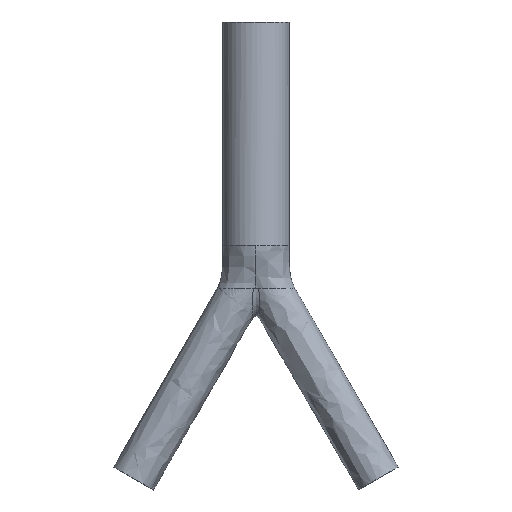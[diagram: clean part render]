
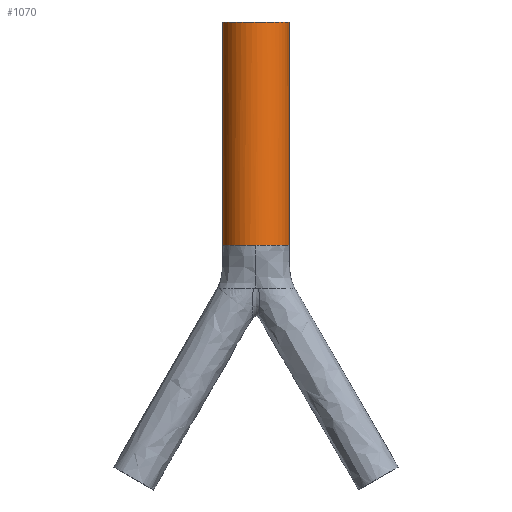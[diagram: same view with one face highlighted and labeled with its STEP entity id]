
A CAD part, top view. The second image highlights one B-rep face of the part: STEP entity #1070.
In plain terms, the highlighted free-form (B-spline) face has degree [2, 1] with [9, 2] control points.
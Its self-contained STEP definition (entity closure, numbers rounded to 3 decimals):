
#97 = EDGE_CURVE('',#98,#98,#100,.T.);
#98 = VERTEX_POINT('',#99);
#99 = CARTESIAN_POINT('',(-8.102,59.208,
    0.));
#100 = ( BOUNDED_CURVE() B_SPLINE_CURVE(2,(#101,#102,#103,#104,#105,#106
,#107),.UNSPECIFIED.,.T.,.F.) B_SPLINE_CURVE_WITH_KNOTS((1,2,2,2,2,1),(
    -2.094,0.,2.094,4.189,6.283,
8.378),.UNSPECIFIED.) CURVE() GEOMETRIC_REPRESENTATION_ITEM() 
RATIONAL_B_SPLINE_CURVE((1.,0.5,1.,0.5,1.,0.5,1.)) REPRESENTATION_ITEM(
  '') );
#101 = CARTESIAN_POINT('',(-8.102,59.208,
    0.));
#102 = CARTESIAN_POINT('',(-8.102,59.208,
    14.033));
#103 = CARTESIAN_POINT('',(4.051,59.208,7.017
    ));
#104 = CARTESIAN_POINT('',(16.204,59.208,
    0.));
#105 = CARTESIAN_POINT('',(4.051,59.208,
    -7.017));
#106 = CARTESIAN_POINT('',(-8.102,59.208,
    -14.033));
#107 = CARTESIAN_POINT('',(-8.102,59.208,
    0.));
#402 = EDGE_CURVE('',#403,#405,#407,.T.);
#403 = VERTEX_POINT('',#404);
#404 = CARTESIAN_POINT('',(0.,5.194,
    -8.102));
#405 = VERTEX_POINT('',#406);
#406 = CARTESIAN_POINT('',(8.102,5.194,
    0.));
#407 = B_SPLINE_CURVE_WITH_KNOTS('',3,(#408,#409,#410,#411,#412,#413,
    #414,#415,#416,#417,#418,#419,#420),.UNSPECIFIED.,.F.,.F.,(4,1,1,1,1
    ,1,1,1,1,1,4),(0.,0.031,0.047,0.063,0.125,0.25,0.5,0.625
    ,0.75,0.875,1.),.UNSPECIFIED.);
#408 = CARTESIAN_POINT('',(0.,5.194,
    -8.102));
#409 = CARTESIAN_POINT('',(0.133,5.194,-8.102
    ));
#410 = CARTESIAN_POINT('',(0.331,5.194,-8.097
    ));
#411 = CARTESIAN_POINT('',(0.596,5.194,-8.081
    ));
#412 = CARTESIAN_POINT('',(0.992,5.194,-8.047
    ));
#413 = CARTESIAN_POINT('',(1.846,5.194,-7.92
    ));
#414 = CARTESIAN_POINT('',(3.631,5.194,-7.38
    ));
#415 = CARTESIAN_POINT('',(5.429,5.194,-6.179
    ));
#416 = CARTESIAN_POINT('',(6.779,5.194,-4.53
    ));
#417 = CARTESIAN_POINT('',(7.534,5.194,-3.121
    ));
#418 = CARTESIAN_POINT('',(7.997,5.194,-1.591
    ));
#419 = CARTESIAN_POINT('',(8.102,5.194,-0.53)
  );
#420 = CARTESIAN_POINT('',(8.102,5.194,
    0.));
#588 = VERTEX_POINT('',#589);
#589 = CARTESIAN_POINT('',(0.,5.194,
    8.102));
#602 = EDGE_CURVE('',#405,#588,#603,.T.);
#603 = B_SPLINE_CURVE_WITH_KNOTS('',3,(#604,#605,#606,#607,#608,#609,
    #610,#611,#612,#613,#614,#615,#616),.UNSPECIFIED.,.F.,.F.,(4,1,1,1,1
    ,1,1,1,1,1,4),(0.,0.125,0.25,0.375,0.5,0.75,0.875,0.938,0.953,
    0.969,1.),.UNSPECIFIED.);
#604 = CARTESIAN_POINT('',(8.102,5.194,
    0.));
#605 = CARTESIAN_POINT('',(8.102,5.194,0.53)
  );
#606 = CARTESIAN_POINT('',(7.997,5.194,1.591)
  );
#607 = CARTESIAN_POINT('',(7.534,5.194,3.121)
  );
#608 = CARTESIAN_POINT('',(6.779,5.194,4.53)
  );
#609 = CARTESIAN_POINT('',(5.429,5.194,6.179)
  );
#610 = CARTESIAN_POINT('',(3.631,5.194,7.38)
  );
#611 = CARTESIAN_POINT('',(1.846,5.194,7.92)
  );
#612 = CARTESIAN_POINT('',(0.992,5.194,8.047)
  );
#613 = CARTESIAN_POINT('',(0.596,5.194,8.081)
  );
#614 = CARTESIAN_POINT('',(0.331,5.194,8.097)
  );
#615 = CARTESIAN_POINT('',(0.133,5.194,8.102)
  );
#616 = CARTESIAN_POINT('',(0.,5.194,
    8.102));
#753 = VERTEX_POINT('',#754);
#754 = CARTESIAN_POINT('',(-8.102,5.194,
    0.));
#770 = EDGE_CURVE('',#753,#403,#771,.T.);
#771 = B_SPLINE_CURVE_WITH_KNOTS('',3,(#772,#773,#774,#775,#776,#777,
    #778,#779,#780,#781,#782,#783,#784),.UNSPECIFIED.,.F.,.F.,(4,1,1,1,1
    ,1,1,1,1,1,4),(0.,0.125,0.25,0.375,0.5,0.75,0.875,0.938,0.953,
    0.969,1.),.UNSPECIFIED.);
#772 = CARTESIAN_POINT('',(-8.102,5.194,
    0.));
#773 = CARTESIAN_POINT('',(-8.102,5.194,
    -0.53));
#774 = CARTESIAN_POINT('',(-7.997,5.194,
    -1.591));
#775 = CARTESIAN_POINT('',(-7.534,5.194,-3.121
    ));
#776 = CARTESIAN_POINT('',(-6.779,5.194,
    -4.53));
#777 = CARTESIAN_POINT('',(-5.429,5.194,
    -6.179));
#778 = CARTESIAN_POINT('',(-3.631,5.194,-7.38
    ));
#779 = CARTESIAN_POINT('',(-1.846,5.194,
    -7.92));
#780 = CARTESIAN_POINT('',(-0.992,5.194,
    -8.047));
#781 = CARTESIAN_POINT('',(-0.596,5.194,
    -8.081));
#782 = CARTESIAN_POINT('',(-0.331,5.194,
    -8.097));
#783 = CARTESIAN_POINT('',(-0.133,5.194,
    -8.102));
#784 = CARTESIAN_POINT('',(0.,5.194,
    -8.102));
#920 = EDGE_CURVE('',#588,#753,#921,.T.);
#921 = B_SPLINE_CURVE_WITH_KNOTS('',3,(#922,#923,#924,#925,#926,#927,
    #928,#929,#930,#931,#932,#933,#934),.UNSPECIFIED.,.F.,.F.,(4,1,1,1,1
    ,1,1,1,1,1,4),(0.,0.031,0.047,0.063,0.125,0.25,0.5,0.625
    ,0.75,0.875,1.),.UNSPECIFIED.);
#922 = CARTESIAN_POINT('',(0.,5.194,
    8.102));
#923 = CARTESIAN_POINT('',(-0.133,5.194,8.102
    ));
#924 = CARTESIAN_POINT('',(-0.331,5.194,8.097
    ));
#925 = CARTESIAN_POINT('',(-0.596,5.194,8.081
    ));
#926 = CARTESIAN_POINT('',(-0.992,5.194,8.047
    ));
#927 = CARTESIAN_POINT('',(-1.846,5.194,7.92
    ));
#928 = CARTESIAN_POINT('',(-3.631,5.194,7.38
    ));
#929 = CARTESIAN_POINT('',(-5.429,5.194,6.179
    ));
#930 = CARTESIAN_POINT('',(-6.779,5.194,4.53
    ));
#931 = CARTESIAN_POINT('',(-7.534,5.194,3.121)
  );
#932 = CARTESIAN_POINT('',(-7.997,5.194,1.591
    ));
#933 = CARTESIAN_POINT('',(-8.102,5.194,0.53)
  );
#934 = CARTESIAN_POINT('',(-8.102,5.194,
    0.));
#1070 = ADVANCED_FACE('',(#1071),#1084,.T.);
#1071 = FACE_BOUND('',#1072,.T.);
#1072 = EDGE_LOOP('',(#1073,#1074,#1079,#1080,#1081,#1082,#1083));
#1073 = ORIENTED_EDGE('',*,*,#97,.F.);
#1074 = ORIENTED_EDGE('',*,*,#1075,.T.);
#1075 = EDGE_CURVE('',#98,#753,#1076,.T.);
#1076 = B_SPLINE_CURVE_WITH_KNOTS('',1,(#1077,#1078),.UNSPECIFIED.,.F.,
  .F.,(2,2),(0.,52.),.PIECEWISE_BEZIER_KNOTS.);
#1077 = CARTESIAN_POINT('',(-8.102,59.208,
    0.));
#1078 = CARTESIAN_POINT('',(-8.102,5.194,
    0.));
#1079 = ORIENTED_EDGE('',*,*,#920,.F.);
#1080 = ORIENTED_EDGE('',*,*,#602,.F.);
#1081 = ORIENTED_EDGE('',*,*,#402,.F.);
#1082 = ORIENTED_EDGE('',*,*,#770,.F.);
#1083 = ORIENTED_EDGE('',*,*,#1075,.F.);
#1084 = ( BOUNDED_SURFACE() B_SPLINE_SURFACE(2,1,(
    (#1085,#1086)
    ,(#1087,#1088)
    ,(#1089,#1090)
    ,(#1091,#1092)
    ,(#1093,#1094)
    ,(#1095,#1096)
    ,(#1097,#1098)
    ,(#1099,#1100)
    ,(#1101,#1102
)),.UNSPECIFIED.,.T.,.F.,.F.) B_SPLINE_SURFACE_WITH_KNOTS((3,2,2,2,3),(2
    ,2),(4.712,6.283,8.378,10.472,
    10.996),(0.,52.),.UNSPECIFIED.) 
GEOMETRIC_REPRESENTATION_ITEM() RATIONAL_B_SPLINE_SURFACE((
    (0.813,0.813)
    ,(0.625,0.625)
    ,(1.,1.)
    ,(0.5,0.5)
    ,(1.,1.)
    ,(0.5,0.5)
    ,(1.,1.)
    ,(0.875,0.875)
,(0.813,0.813))) REPRESENTATION_ITEM('') SURFACE() );
#1085 = CARTESIAN_POINT('',(-8.096,59.208,
    0.312));
#1086 = CARTESIAN_POINT('',(-8.096,5.194,
    0.312));
#1087 = CARTESIAN_POINT('',(-8.42,59.208,
    -8.102));
#1088 = CARTESIAN_POINT('',(-8.42,5.194,
    -8.102));
#1089 = CARTESIAN_POINT('',(0.,59.208,
    -8.102));
#1090 = CARTESIAN_POINT('',(0.,5.194,
    -8.102));
#1091 = CARTESIAN_POINT('',(14.033,59.208,
    -8.102));
#1092 = CARTESIAN_POINT('',(14.033,5.194,
    -8.102));
#1093 = CARTESIAN_POINT('',(7.017,59.208,
    4.051));
#1094 = CARTESIAN_POINT('',(7.017,5.194,4.051
    ));
#1095 = CARTESIAN_POINT('',(0.,59.208,
    16.204));
#1096 = CARTESIAN_POINT('',(0.,5.194,
    16.204));
#1097 = CARTESIAN_POINT('',(-7.017,59.208,
    4.051));
#1098 = CARTESIAN_POINT('',(-7.017,5.194,
    4.051));
#1099 = CARTESIAN_POINT('',(-8.019,59.208,
    2.315));
#1100 = CARTESIAN_POINT('',(-8.019,5.194,2.315
    ));
#1101 = CARTESIAN_POINT('',(-8.096,59.208,
    0.312));
#1102 = CARTESIAN_POINT('',(-8.096,5.194,
    0.312));
